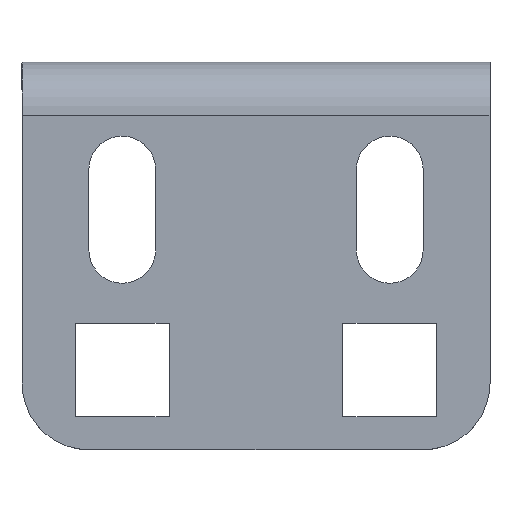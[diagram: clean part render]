
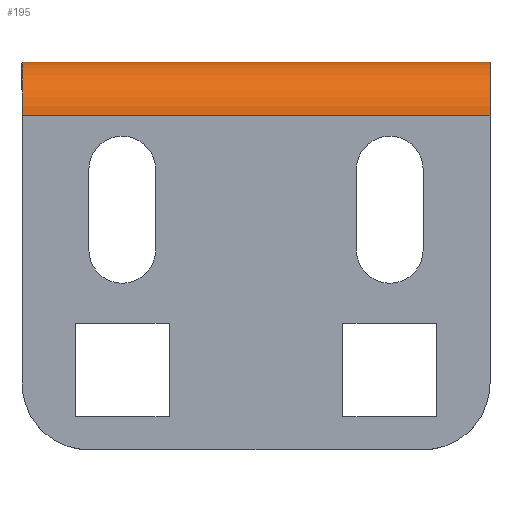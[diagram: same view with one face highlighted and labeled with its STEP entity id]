
A CAD part, top view. The second image highlights one B-rep face of the part: STEP entity #195.
In plain terms, the highlighted cylindrical face has radius 4 mm (diameter 8 mm), a partial arc.
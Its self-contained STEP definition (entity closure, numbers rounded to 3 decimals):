
#14 = CIRCLE ( 'NONE', #1061, 4. ) ;
#15 = ORIENTED_EDGE ( 'NONE', *, *, #243, .F. ) ;
#42 = AXIS2_PLACEMENT_3D ( 'NONE', #1235, #1383, #692 ) ;
#116 = ORIENTED_EDGE ( 'NONE', *, *, #488, .F. ) ;
#127 = CARTESIAN_POINT ( 'NONE',  ( 17.5, -4., 20. ) ) ;
#153 = DIRECTION ( 'NONE',  ( -1., 0., 0. ) ) ;
#195 = ADVANCED_FACE ( 'NONE', ( #812 ), #1513, .T. ) ;
#243 = EDGE_CURVE ( 'NONE', #833, #1358, #14, .T. ) ;
#282 = DIRECTION ( 'NONE',  ( 0., 0., 1. ) ) ;
#304 = CIRCLE ( 'NONE', #1354, 4. ) ;
#333 = CARTESIAN_POINT ( 'NONE',  ( 17.5, -4., 24. ) ) ;
#350 = VERTEX_POINT ( 'NONE', #333 ) ;
#410 = DIRECTION ( 'NONE',  ( 1., 0., 0. ) ) ;
#446 = LINE ( 'NONE', #1136, #452 ) ;
#452 = VECTOR ( 'NONE', #410, 1000. ) ;
#488 = EDGE_CURVE ( 'NONE', #350, #833, #1618, .T. ) ;
#505 = EDGE_LOOP ( 'NONE', ( #779, #15, #116, #1019 ) ) ;
#548 = DIRECTION ( 'NONE',  ( 1., 0., 0. ) ) ;
#692 = DIRECTION ( 'NONE',  ( 0., 0., 1. ) ) ;
#779 = ORIENTED_EDGE ( 'NONE', *, *, #1228, .F. ) ;
#812 = FACE_OUTER_BOUND ( 'NONE', #505, .T. ) ;
#833 = VERTEX_POINT ( 'NONE', #856 ) ;
#856 = CARTESIAN_POINT ( 'NONE',  ( -17.5, -4., 24. ) ) ;
#1019 = ORIENTED_EDGE ( 'NONE', *, *, #1032, .F. ) ;
#1032 = EDGE_CURVE ( 'NONE', #1427, #350, #304, .T. ) ;
#1061 = AXIS2_PLACEMENT_3D ( 'NONE', #1096, #153, #282 ) ;
#1096 = CARTESIAN_POINT ( 'NONE',  ( -17.5, -4., 20. ) ) ;
#1136 = CARTESIAN_POINT ( 'NONE',  ( -17.5, 0., 20. ) ) ;
#1182 = CARTESIAN_POINT ( 'NONE',  ( 17.5, 0., 20. ) ) ;
#1223 = CARTESIAN_POINT ( 'NONE',  ( 0., -4., 24. ) ) ;
#1228 = EDGE_CURVE ( 'NONE', #1358, #1427, #446, .T. ) ;
#1235 = CARTESIAN_POINT ( 'NONE',  ( -17.5, -4., 20. ) ) ;
#1350 = DIRECTION ( 'NONE',  ( 0., 0., 1. ) ) ;
#1354 = AXIS2_PLACEMENT_3D ( 'NONE', #127, #548, #1350 ) ;
#1358 = VERTEX_POINT ( 'NONE', #1459 ) ;
#1362 = VECTOR ( 'NONE', #1727, 1000. ) ;
#1383 = DIRECTION ( 'NONE',  ( -1., 0., 0. ) ) ;
#1427 = VERTEX_POINT ( 'NONE', #1182 ) ;
#1459 = CARTESIAN_POINT ( 'NONE',  ( -17.5, 0., 20. ) ) ;
#1513 = CYLINDRICAL_SURFACE ( 'NONE', #42, 4. ) ;
#1618 = LINE ( 'NONE', #1223, #1362 ) ;
#1727 = DIRECTION ( 'NONE',  ( -1., 0., 0. ) ) ;
